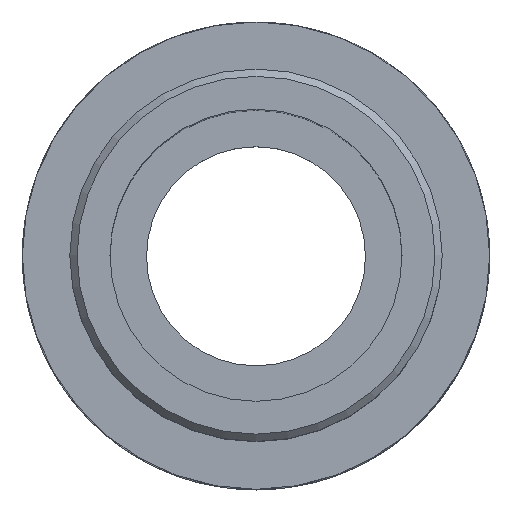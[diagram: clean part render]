
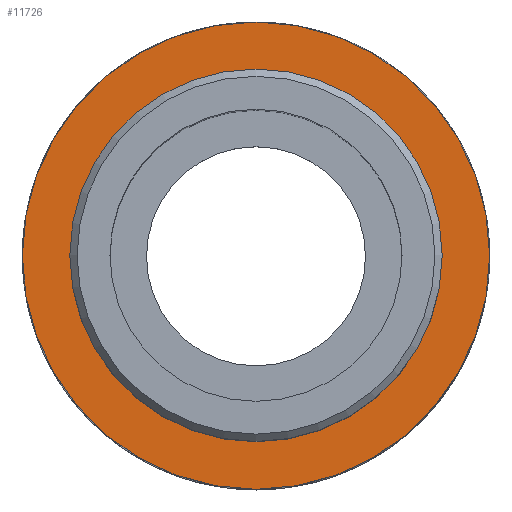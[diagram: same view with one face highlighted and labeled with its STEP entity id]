
A CAD part, top view. The second image highlights one B-rep face of the part: STEP entity #11726.
In plain terms, the highlighted planar face has unit normal (0, 0, 1).
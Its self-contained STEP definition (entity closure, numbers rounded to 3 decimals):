
#2455=PLANE($,#12446);
#3169=FACE_BOUND($,#3980,.T.);
#3266=FACE_OUTER_BOUND($,#3979,.T.);
#3979=EDGE_LOOP($,(#7983));
#3980=EDGE_LOOP($,(#7984));
#4784=CIRCLE($,#12443,4.7);
#4786=CIRCLE($,#12447,6.4);
#4856=VERTEX_POINT($,#18925);
#4858=VERTEX_POINT($,#18931);
#6108=EDGE_CURVE($,#4856,#4856,#4784,.T.);
#6110=EDGE_CURVE($,#4858,#4858,#4786,.T.);
#7983=ORIENTED_EDGE($,*,*,#6110,.F.);
#7984=ORIENTED_EDGE($,*,*,#6108,.F.);
#11726=ADVANCED_FACE($,(#3266,#3169),#2455,.F.);
#12443=AXIS2_PLACEMENT_3D($,#18926,#14393,#14394);
#12446=AXIS2_PLACEMENT_3D($,#18930,#14399,#14400);
#12447=AXIS2_PLACEMENT_3D($,#18932,#14401,#14402);
#14393=DIRECTION('center_axis',(0.,0.,1.));
#14394=DIRECTION('ref_axis',(-1.,0.,0.));
#14399=DIRECTION('center_axis',(0.,0.,-1.));
#14400=DIRECTION('ref_axis',(-1.,0.,0.));
#14401=DIRECTION('center_axis',(0.,0.,-1.));
#14402=DIRECTION('ref_axis',(-1.,0.,0.));
#18925=CARTESIAN_POINT('',(4.7,0.,11.));
#18926=CARTESIAN_POINT('Origin',(0.,0.,11.));
#18930=CARTESIAN_POINT('Origin',(0.,0.,11.));
#18931=CARTESIAN_POINT('',(6.4,0.,11.));
#18932=CARTESIAN_POINT('Origin',(0.,0.,11.));
